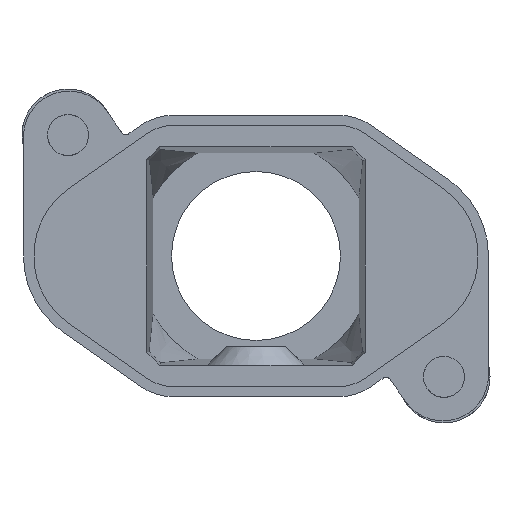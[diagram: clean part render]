
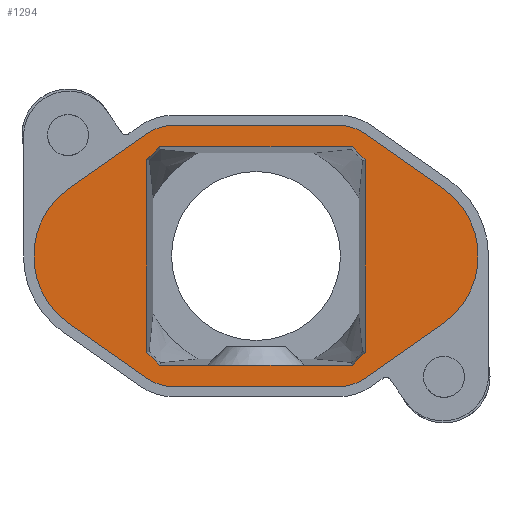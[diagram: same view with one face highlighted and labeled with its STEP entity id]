
A CAD part, front view. The second image highlights one B-rep face of the part: STEP entity #1294.
In plain terms, the highlighted planar face has unit normal (0, -1, 0).
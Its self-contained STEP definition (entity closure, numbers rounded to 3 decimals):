
#515=LINE('',#6541,#877);
#516=LINE('',#6545,#878);
#517=LINE('',#6549,#879);
#518=LINE('',#6553,#880);
#519=LINE('',#6557,#881);
#520=LINE('',#6561,#882);
#521=LINE('',#6562,#883);
#522=LINE('',#6567,#884);
#523=LINE('',#6571,#885);
#524=LINE('',#6575,#886);
#877=VECTOR('',#5393,1.);
#878=VECTOR('',#5396,1.);
#879=VECTOR('',#5399,1.);
#880=VECTOR('',#5402,1.);
#881=VECTOR('',#5405,1.);
#882=VECTOR('',#5408,1.);
#883=VECTOR('',#5409,1.);
#884=VECTOR('',#5412,1.);
#885=VECTOR('',#5415,1.);
#886=VECTOR('',#5418,1.);
#1294=ADVANCED_FACE('',(#2010,#2011),#1568,.F.);
#1568=PLANE('',#5048);
#2010=FACE_BOUND('',#2093,.T.);
#2011=FACE_BOUND('',#2094,.T.);
#2093=EDGE_LOOP('',(#2440,#2441,#2442,#2443,#2444,#2445,#2446,#2447,#2448,
#2449,#2450,#2451));
#2094=EDGE_LOOP('',(#2452,#2453,#2454,#2455,#2456,#2457,#2458,#2459));
#2440=ORIENTED_EDGE('',*,*,#4265,.T.);
#2441=ORIENTED_EDGE('',*,*,#4266,.F.);
#2442=ORIENTED_EDGE('',*,*,#4267,.T.);
#2443=ORIENTED_EDGE('',*,*,#4268,.T.);
#2444=ORIENTED_EDGE('',*,*,#4269,.T.);
#2445=ORIENTED_EDGE('',*,*,#4270,.T.);
#2446=ORIENTED_EDGE('',*,*,#4271,.T.);
#2447=ORIENTED_EDGE('',*,*,#4272,.F.);
#2448=ORIENTED_EDGE('',*,*,#4273,.T.);
#2449=ORIENTED_EDGE('',*,*,#4274,.T.);
#2450=ORIENTED_EDGE('',*,*,#4275,.T.);
#2451=ORIENTED_EDGE('',*,*,#4276,.T.);
#2452=ORIENTED_EDGE('',*,*,#4277,.F.);
#2453=ORIENTED_EDGE('',*,*,#4278,.T.);
#2454=ORIENTED_EDGE('',*,*,#4279,.T.);
#2455=ORIENTED_EDGE('',*,*,#4280,.T.);
#2456=ORIENTED_EDGE('',*,*,#4281,.F.);
#2457=ORIENTED_EDGE('',*,*,#4282,.F.);
#2458=ORIENTED_EDGE('',*,*,#4283,.F.);
#2459=ORIENTED_EDGE('',*,*,#4284,.F.);
#3810=VERTEX_POINT('',#6539);
#3811=VERTEX_POINT('',#6540);
#3812=VERTEX_POINT('',#6542);
#3813=VERTEX_POINT('',#6544);
#3814=VERTEX_POINT('',#6546);
#3815=VERTEX_POINT('',#6548);
#3816=VERTEX_POINT('',#6550);
#3817=VERTEX_POINT('',#6552);
#3818=VERTEX_POINT('',#6554);
#3819=VERTEX_POINT('',#6556);
#3820=VERTEX_POINT('',#6558);
#3821=VERTEX_POINT('',#6560);
#3822=VERTEX_POINT('',#6563);
#3823=VERTEX_POINT('',#6564);
#3824=VERTEX_POINT('',#6566);
#3825=VERTEX_POINT('',#6568);
#3826=VERTEX_POINT('',#6570);
#3827=VERTEX_POINT('',#6572);
#3828=VERTEX_POINT('',#6574);
#3829=VERTEX_POINT('',#6576);
#4265=EDGE_CURVE('',#3810,#3811,#4931,.T.);
#4266=EDGE_CURVE('',#3812,#3811,#515,.T.);
#4267=EDGE_CURVE('',#3812,#3813,#4932,.T.);
#4268=EDGE_CURVE('',#3813,#3814,#516,.T.);
#4269=EDGE_CURVE('',#3814,#3815,#4933,.T.);
#4270=EDGE_CURVE('',#3815,#3816,#517,.T.);
#4271=EDGE_CURVE('',#3816,#3817,#4934,.T.);
#4272=EDGE_CURVE('',#3818,#3817,#518,.T.);
#4273=EDGE_CURVE('',#3818,#3819,#4935,.T.);
#4274=EDGE_CURVE('',#3819,#3820,#519,.T.);
#4275=EDGE_CURVE('',#3820,#3821,#4936,.T.);
#4276=EDGE_CURVE('',#3821,#3810,#520,.T.);
#4277=EDGE_CURVE('',#3822,#3823,#521,.T.);
#4278=EDGE_CURVE('',#3822,#3824,#4937,.T.);
#4279=EDGE_CURVE('',#3824,#3825,#522,.T.);
#4280=EDGE_CURVE('',#3825,#3826,#4938,.T.);
#4281=EDGE_CURVE('',#3827,#3826,#523,.T.);
#4282=EDGE_CURVE('',#3828,#3827,#4939,.T.);
#4283=EDGE_CURVE('',#3829,#3828,#524,.T.);
#4284=EDGE_CURVE('',#3823,#3829,#4940,.T.);
#4931=CIRCLE('',#5038,4.6);
#4932=CIRCLE('',#5039,4.6);
#4933=CIRCLE('',#5040,8.1);
#4934=CIRCLE('',#5041,4.6);
#4935=CIRCLE('',#5042,4.6);
#4936=CIRCLE('',#5043,8.1);
#4937=CIRCLE('',#5044,14.2);
#4938=CIRCLE('',#5045,14.2);
#4939=CIRCLE('',#5046,14.2);
#4940=CIRCLE('',#5047,14.2);
#5038=AXIS2_PLACEMENT_3D('',#6538,#5391,#5392);
#5039=AXIS2_PLACEMENT_3D('',#6543,#5394,#5395);
#5040=AXIS2_PLACEMENT_3D('',#6547,#5397,#5398);
#5041=AXIS2_PLACEMENT_3D('',#6551,#5400,#5401);
#5042=AXIS2_PLACEMENT_3D('',#6555,#5403,#5404);
#5043=AXIS2_PLACEMENT_3D('',#6559,#5406,#5407);
#5044=AXIS2_PLACEMENT_3D('',#6565,#5410,#5411);
#5045=AXIS2_PLACEMENT_3D('',#6569,#5413,#5414);
#5046=AXIS2_PLACEMENT_3D('',#6573,#5416,#5417);
#5047=AXIS2_PLACEMENT_3D('',#6577,#5419,#5420);
#5048=AXIS2_PLACEMENT_3D('',#6578,#5421,#5422);
#5391=DIRECTION('',(0.,-1.,0.));
#5392=DIRECTION('',(0.574,0.,0.819));
#5393=DIRECTION('',(1.,0.,0.));
#5394=DIRECTION('',(0.,-1.,0.));
#5395=DIRECTION('',(0.,0.,1.));
#5396=DIRECTION('',(-0.819,0.,-0.574));
#5397=DIRECTION('',(0.,-1.,0.));
#5398=DIRECTION('',(-0.574,0.,0.819));
#5399=DIRECTION('',(0.819,0.,-0.574));
#5400=DIRECTION('',(0.,-1.,0.));
#5401=DIRECTION('',(-0.574,0.,-0.819));
#5402=DIRECTION('',(-1.,0.,0.));
#5403=DIRECTION('',(0.,-1.,0.));
#5404=DIRECTION('',(0.,0.,-1.));
#5405=DIRECTION('',(0.819,0.,0.574));
#5406=DIRECTION('',(0.,-1.,0.));
#5407=DIRECTION('',(0.574,0.,-0.819));
#5408=DIRECTION('',(-0.819,0.,0.574));
#5409=DIRECTION('',(-1.,0.,0.));
#5410=DIRECTION('',(0.,1.,0.));
#5411=DIRECTION('',(0.,0.,1.));
#5412=DIRECTION('',(0.,0.,-1.));
#5413=DIRECTION('',(0.,1.,0.));
#5414=DIRECTION('',(0.,0.,1.));
#5415=DIRECTION('',(1.,0.,0.));
#5416=DIRECTION('',(0.,-1.,0.));
#5417=DIRECTION('',(0.,0.,1.));
#5418=DIRECTION('',(0.,0.,-1.));
#5419=DIRECTION('',(0.,-1.,0.));
#5420=DIRECTION('',(0.,0.,1.));
#5421=DIRECTION('',(0.,1.,0.));
#5422=DIRECTION('',(0.,0.,-1.));
#6538=CARTESIAN_POINT('',(8.063,0.,8.15));
#6539=CARTESIAN_POINT('',(10.701,0.,11.918));
#6540=CARTESIAN_POINT('',(8.063,0.,12.75));
#6541=CARTESIAN_POINT('',(-8.063,0.,12.75));
#6542=CARTESIAN_POINT('',(-8.063,0.,12.75));
#6543=CARTESIAN_POINT('',(-8.063,0.,8.15));
#6544=CARTESIAN_POINT('',(-10.701,0.,11.918));
#6545=CARTESIAN_POINT('',(-10.701,0.,11.918));
#6546=CARTESIAN_POINT('',(-18.246,0.,6.635));
#6547=CARTESIAN_POINT('',(-13.6,0.,0.));
#6548=CARTESIAN_POINT('',(-18.246,0.,-6.635));
#6549=CARTESIAN_POINT('',(-18.246,0.,-6.635));
#6550=CARTESIAN_POINT('',(-10.701,0.,-11.918));
#6551=CARTESIAN_POINT('',(-8.063,0.,-8.15));
#6552=CARTESIAN_POINT('',(-8.063,0.,-12.75));
#6553=CARTESIAN_POINT('',(8.063,0.,-12.75));
#6554=CARTESIAN_POINT('',(8.063,0.,-12.75));
#6555=CARTESIAN_POINT('',(8.063,0.,-8.15));
#6556=CARTESIAN_POINT('',(10.701,0.,-11.918));
#6557=CARTESIAN_POINT('',(10.701,0.,-11.918));
#6558=CARTESIAN_POINT('',(18.246,0.,-6.635));
#6559=CARTESIAN_POINT('',(13.6,0.,0.));
#6560=CARTESIAN_POINT('',(18.246,0.,6.635));
#6561=CARTESIAN_POINT('',(18.246,0.,6.635));
#6562=CARTESIAN_POINT('',(0.,0.,10.65));
#6563=CARTESIAN_POINT('',(9.392,0.,10.65));
#6564=CARTESIAN_POINT('',(-9.392,0.,10.65));
#6565=CARTESIAN_POINT('',(0.,0.,0.));
#6566=CARTESIAN_POINT('',(10.65,0.,9.392));
#6567=CARTESIAN_POINT('',(10.65,0.,0.));
#6568=CARTESIAN_POINT('',(10.65,0.,-9.392));
#6569=CARTESIAN_POINT('',(0.,0.,0.));
#6570=CARTESIAN_POINT('',(9.392,0.,-10.65));
#6571=CARTESIAN_POINT('',(0.,0.,-10.65));
#6572=CARTESIAN_POINT('',(-9.392,0.,-10.65));
#6573=CARTESIAN_POINT('',(0.,0.,0.));
#6574=CARTESIAN_POINT('',(-10.65,0.,-9.392));
#6575=CARTESIAN_POINT('',(-10.65,0.,0.));
#6576=CARTESIAN_POINT('',(-10.65,0.,9.392));
#6577=CARTESIAN_POINT('',(0.,0.,0.));
#6578=CARTESIAN_POINT('',(0.,0.,0.));
